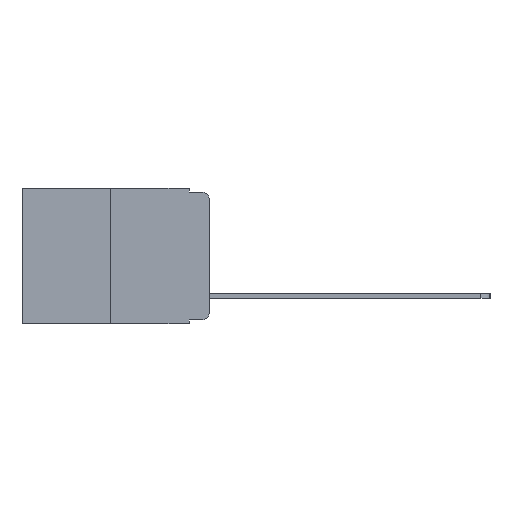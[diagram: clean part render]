
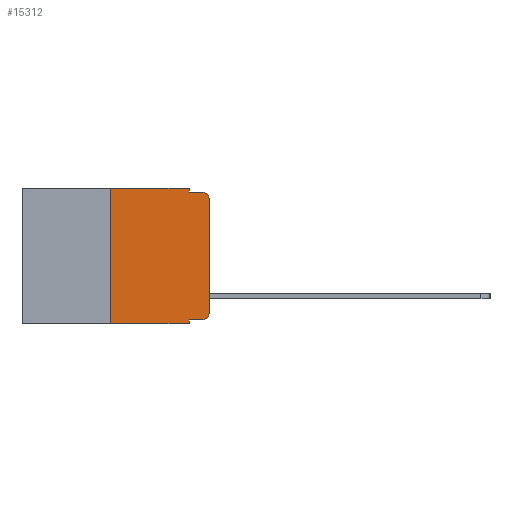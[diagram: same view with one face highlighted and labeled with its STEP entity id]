
A CAD part, left-side view. The second image highlights one B-rep face of the part: STEP entity #15312.
In plain terms, the highlighted planar face has unit normal (-1, 0, 0).
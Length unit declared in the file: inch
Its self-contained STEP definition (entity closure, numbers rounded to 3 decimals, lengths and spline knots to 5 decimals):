
#346 = ORIENTED_EDGE ( 'NONE', *, *, #5131, .T. ) ;
#404 = ORIENTED_EDGE ( 'NONE', *, *, #4594, .T. ) ;
#485 = EDGE_LOOP ( 'NONE', ( #13260, #13786, #9446, #8451, #2317, #1415, #346, #1900, #404, #16447 ) ) ;
#684 = CARTESIAN_POINT ( 'NONE',  ( 0., 0.051, 0. ) ) ;
#1026 = DIRECTION ( 'NONE',  ( 0., 0., -1. ) ) ;
#1067 = DIRECTION ( 'NONE',  ( -1., 0., 0. ) ) ;
#1115 = VERTEX_POINT ( 'NONE', #1761 ) ;
#1415 = ORIENTED_EDGE ( 'NONE', *, *, #6659, .F. ) ;
#1761 = CARTESIAN_POINT ( 'NONE',  ( 0., 0.02, -0.333 ) ) ;
#1900 = ORIENTED_EDGE ( 'NONE', *, *, #5622, .F. ) ;
#2317 = ORIENTED_EDGE ( 'NONE', *, *, #8763, .F. ) ;
#2364 = CARTESIAN_POINT ( 'NONE',  ( 0., 0.051, -0.01 ) ) ;
#2404 = DIRECTION ( 'NONE',  ( 0., 0., -1. ) ) ;
#2877 = CARTESIAN_POINT ( 'NONE',  ( 0., 0.02, -0.03 ) ) ;
#3074 = CIRCLE ( 'NONE', #4354, 0.02 ) ;
#3529 = EDGE_CURVE ( 'NONE', #1115, #18913, #10239, .T. ) ;
#4354 = AXIS2_PLACEMENT_3D ( 'NONE', #2877, #13772, #4499 ) ;
#4499 = DIRECTION ( 'NONE',  ( 0., 0., -1. ) ) ;
#4594 = EDGE_CURVE ( 'NONE', #18427, #1115, #10671, .T. ) ;
#5131 = EDGE_CURVE ( 'NONE', #15628, #10481, #12837, .T. ) ;
#5161 = CARTESIAN_POINT ( 'NONE',  ( 0., 0.473, 0. ) ) ;
#5402 = CARTESIAN_POINT ( 'NONE',  ( 0., 0.02, -0.313 ) ) ;
#5503 = VECTOR ( 'NONE', #8076, 39.37008 ) ;
#5622 = EDGE_CURVE ( 'NONE', #18427, #10481, #19791, .T. ) ;
#6607 = VECTOR ( 'NONE', #17565, 39.37008 ) ;
#6659 = EDGE_CURVE ( 'NONE', #15628, #11683, #17691, .T. ) ;
#7052 = CARTESIAN_POINT ( 'NONE',  ( 0., 0.051, 0. ) ) ;
#7129 = VECTOR ( 'NONE', #7817, 39.37008 ) ;
#7226 = CARTESIAN_POINT ( 'NONE',  ( 0., 0.051, -0.01 ) ) ;
#7299 = VERTEX_POINT ( 'NONE', #7958 ) ;
#7817 = DIRECTION ( 'NONE',  ( 0., -1., 0. ) ) ;
#7958 = CARTESIAN_POINT ( 'NONE',  ( 0., 0., -0.03 ) ) ;
#8038 = AXIS2_PLACEMENT_3D ( 'NONE', #5161, #18872, #9847 ) ;
#8076 = DIRECTION ( 'NONE',  ( 0., 0., 1. ) ) ;
#8265 = PLANE ( 'NONE',  #8038 ) ;
#8451 = ORIENTED_EDGE ( 'NONE', *, *, #9798, .F. ) ;
#8457 = CARTESIAN_POINT ( 'NONE',  ( 0., 0., 0. ) ) ;
#8763 = EDGE_CURVE ( 'NONE', #11683, #10775, #16247, .T. ) ;
#9446 = ORIENTED_EDGE ( 'NONE', *, *, #11861, .F. ) ;
#9798 = EDGE_CURVE ( 'NONE', #10775, #14837, #10751, .T. ) ;
#9847 = DIRECTION ( 'NONE',  ( 0., 0., -1. ) ) ;
#10052 = CARTESIAN_POINT ( 'NONE',  ( 0., 0., -0.313 ) ) ;
#10239 = CIRCLE ( 'NONE', #13421, 0.02 ) ;
#10360 = DIRECTION ( 'NONE',  ( 0., -1., 0. ) ) ;
#10481 = VERTEX_POINT ( 'NONE', #19512 ) ;
#10671 = LINE ( 'NONE', #14751, #13793 ) ;
#10751 = LINE ( 'NONE', #7052, #14341 ) ;
#10775 = VERTEX_POINT ( 'NONE', #14241 ) ;
#11339 = VECTOR ( 'NONE', #2404, 39.37008 ) ;
#11683 = VERTEX_POINT ( 'NONE', #18927 ) ;
#11861 = EDGE_CURVE ( 'NONE', #14837, #16509, #14476, .T. ) ;
#12252 = CARTESIAN_POINT ( 'NONE',  ( 0., 0.25, -0.343 ) ) ;
#12526 = EDGE_CURVE ( 'NONE', #7299, #16509, #3074, .T. ) ;
#12711 = CARTESIAN_POINT ( 'NONE',  ( 0., 0.25, 0. ) ) ;
#12837 = LINE ( 'NONE', #13539, #16336 ) ;
#13260 = ORIENTED_EDGE ( 'NONE', *, *, #13548, .T. ) ;
#13371 = DIRECTION ( 'NONE',  ( 0., -1., 0. ) ) ;
#13421 = AXIS2_PLACEMENT_3D ( 'NONE', #5402, #1067, #1026 ) ;
#13539 = CARTESIAN_POINT ( 'NONE',  ( 0., 0.473, -0.343 ) ) ;
#13548 = EDGE_CURVE ( 'NONE', #18913, #7299, #17357, .T. ) ;
#13772 = DIRECTION ( 'NONE',  ( -1., 0., 0. ) ) ;
#13786 = ORIENTED_EDGE ( 'NONE', *, *, #12526, .T. ) ;
#13793 = VECTOR ( 'NONE', #15846, 39.37008 ) ;
#14241 = CARTESIAN_POINT ( 'NONE',  ( 0., 0.051, 0. ) ) ;
#14341 = VECTOR ( 'NONE', #16224, 39.37008 ) ;
#14476 = LINE ( 'NONE', #7226, #18222 ) ;
#14751 = CARTESIAN_POINT ( 'NONE',  ( 0., 0.051, -0.333 ) ) ;
#14837 = VERTEX_POINT ( 'NONE', #2364 ) ;
#15312 = ADVANCED_FACE ( 'NONE', ( #16123 ), #8265, .F. ) ;
#15628 = VERTEX_POINT ( 'NONE', #12252 ) ;
#15846 = DIRECTION ( 'NONE',  ( 0., -1., 0. ) ) ;
#16123 = FACE_OUTER_BOUND ( 'NONE', #485, .T. ) ;
#16224 = DIRECTION ( 'NONE',  ( 0., 0., -1. ) ) ;
#16247 = LINE ( 'NONE', #19876, #7129 ) ;
#16336 = VECTOR ( 'NONE', #13371, 39.37008 ) ;
#16447 = ORIENTED_EDGE ( 'NONE', *, *, #3529, .T. ) ;
#16497 = CARTESIAN_POINT ( 'NONE',  ( 0., 0.051, -0.333 ) ) ;
#16509 = VERTEX_POINT ( 'NONE', #19088 ) ;
#17357 = LINE ( 'NONE', #8457, #6607 ) ;
#17565 = DIRECTION ( 'NONE',  ( 0., 0., 1. ) ) ;
#17691 = LINE ( 'NONE', #12711, #5503 ) ;
#18222 = VECTOR ( 'NONE', #10360, 39.37008 ) ;
#18427 = VERTEX_POINT ( 'NONE', #16497 ) ;
#18872 = DIRECTION ( 'NONE',  ( 1., 0., 0. ) ) ;
#18913 = VERTEX_POINT ( 'NONE', #10052 ) ;
#18927 = CARTESIAN_POINT ( 'NONE',  ( 0., 0.25, 0. ) ) ;
#19088 = CARTESIAN_POINT ( 'NONE',  ( 0., 0.02, -0.01 ) ) ;
#19512 = CARTESIAN_POINT ( 'NONE',  ( 0., 0.051, -0.343 ) ) ;
#19791 = LINE ( 'NONE', #684, #11339 ) ;
#19876 = CARTESIAN_POINT ( 'NONE',  ( 0., 0.473, 0. ) ) ;
